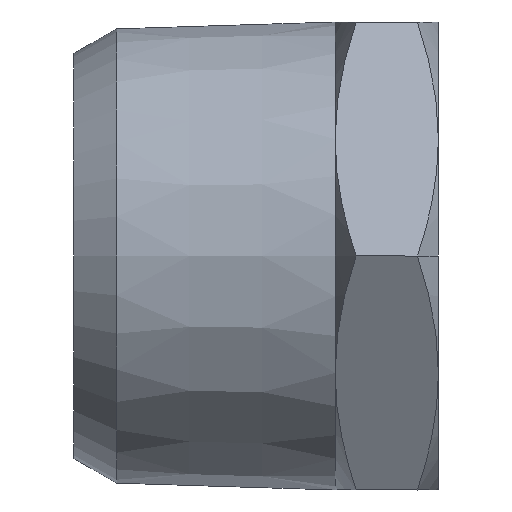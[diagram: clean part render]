
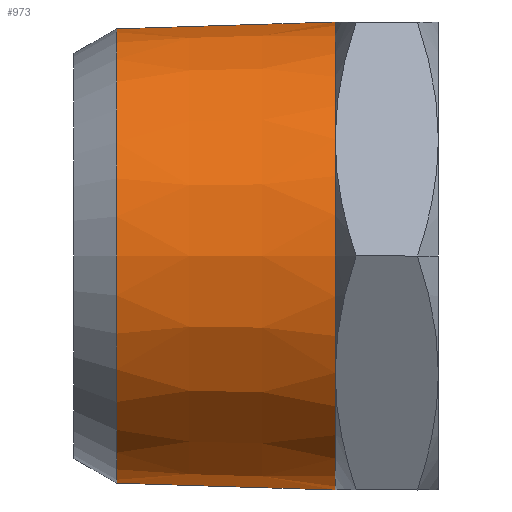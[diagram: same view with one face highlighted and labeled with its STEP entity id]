
A CAD part, left-side view. The second image highlights one B-rep face of the part: STEP entity #973.
In plain terms, the highlighted conical face has half-angle 1.79 degrees and reference radius 16.996 mm.
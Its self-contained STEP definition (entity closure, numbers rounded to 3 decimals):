
#40 = DIRECTION ( 'NONE',  ( 0., -1., 0. ) ) ;
#60 = ORIENTED_EDGE ( 'NONE', *, *, #70, .T. ) ;
#68 = DIRECTION ( 'NONE',  ( 0., -1., 0.031 ) ) ;
#70 = EDGE_CURVE ( 'NONE', #867, #827, #1034, .T. ) ;
#187 = DIRECTION ( 'NONE',  ( 0., 0., 1. ) ) ;
#191 = CARTESIAN_POINT ( 'NONE',  ( 0., 7.5, 0. ) ) ;
#221 = VERTEX_POINT ( 'NONE', #463 ) ;
#243 = CIRCLE ( 'NONE', #366, 16.5 ) ;
#273 = ORIENTED_EDGE ( 'NONE', *, *, #343, .T. ) ;
#275 = DIRECTION ( 'NONE',  ( 0., 1., 0. ) ) ;
#288 = CIRCLE ( 'NONE', #802, 16.996 ) ;
#307 = DIRECTION ( 'NONE',  ( 0., 0., 1. ) ) ;
#343 = EDGE_CURVE ( 'NONE', #827, #221, #288, .T. ) ;
#361 = CARTESIAN_POINT ( 'NONE',  ( 0., 23.382, -16.5 ) ) ;
#366 = AXIS2_PLACEMENT_3D ( 'NONE', #705, #40, #460 ) ;
#386 = CARTESIAN_POINT ( 'NONE',  ( 0., 23.382, 16.5 ) ) ;
#460 = DIRECTION ( 'NONE',  ( 0., 0., -1. ) ) ;
#463 = CARTESIAN_POINT ( 'NONE',  ( 0., 7.5, 16.996 ) ) ;
#465 = DIRECTION ( 'NONE',  ( 0., -1., 0. ) ) ;
#469 = CARTESIAN_POINT ( 'NONE',  ( 0., 7.5, 0. ) ) ;
#478 = EDGE_LOOP ( 'NONE', ( #799, #60, #273, #567 ) ) ;
#482 = EDGE_CURVE ( 'NONE', #985, #867, #243, .T. ) ;
#518 = CONICAL_SURFACE ( 'NONE', #763, 16.996, 0.031 ) ;
#567 = ORIENTED_EDGE ( 'NONE', *, *, #598, .F. ) ;
#583 = VECTOR ( 'NONE', #745, 1000. ) ;
#598 = EDGE_CURVE ( 'NONE', #985, #221, #1091, .T. ) ;
#623 = CARTESIAN_POINT ( 'NONE',  ( 0., 7.5, 16.996 ) ) ;
#681 = CARTESIAN_POINT ( 'NONE',  ( 0., 7.5, -16.996 ) ) ;
#705 = CARTESIAN_POINT ( 'NONE',  ( 0., 23.382, 0. ) ) ;
#745 = DIRECTION ( 'NONE',  ( 0., -1., -0.031 ) ) ;
#754 = CARTESIAN_POINT ( 'NONE',  ( 0., 7.5, -16.996 ) ) ;
#761 = FACE_OUTER_BOUND ( 'NONE', #478, .T. ) ;
#763 = AXIS2_PLACEMENT_3D ( 'NONE', #469, #465, #307 ) ;
#799 = ORIENTED_EDGE ( 'NONE', *, *, #482, .T. ) ;
#802 = AXIS2_PLACEMENT_3D ( 'NONE', #191, #275, #187 ) ;
#827 = VERTEX_POINT ( 'NONE', #754 ) ;
#867 = VERTEX_POINT ( 'NONE', #361 ) ;
#940 = VECTOR ( 'NONE', #68, 1000. ) ;
#973 = ADVANCED_FACE ( 'NONE', ( #761 ), #518, .T. ) ;
#985 = VERTEX_POINT ( 'NONE', #386 ) ;
#1034 = LINE ( 'NONE', #681, #583 ) ;
#1091 = LINE ( 'NONE', #623, #940 ) ;
